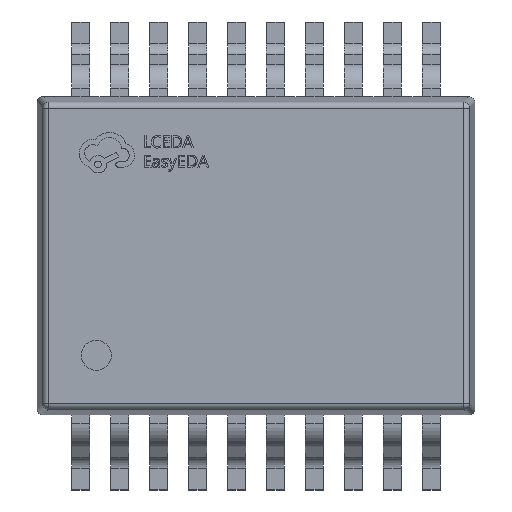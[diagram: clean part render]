
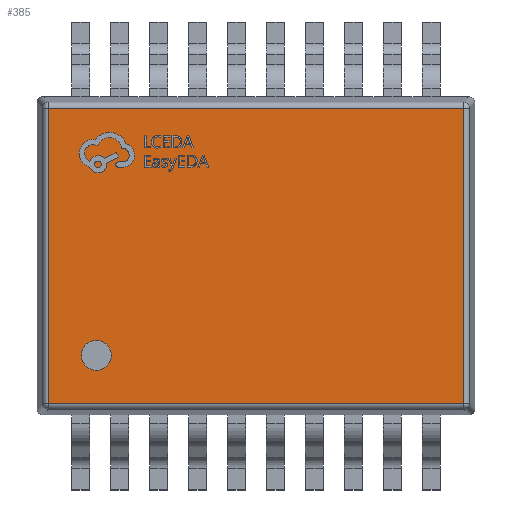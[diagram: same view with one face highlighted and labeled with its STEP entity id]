
A CAD part, top view. The second image highlights one B-rep face of the part: STEP entity #385.
In plain terms, the highlighted planar face has unit normal (0, 0, 1).
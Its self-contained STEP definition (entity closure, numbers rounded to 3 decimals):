
#332 = EDGE_CURVE ( 'NONE', #28494, #32841, #12136, .T. ) ;
#385 = ADVANCED_FACE ( 'NONE', ( #25144, #6991 ), #12217, .T. ) ;
#1707 = VECTOR ( 'NONE', #24762, 1000. ) ;
#1841 = VECTOR ( 'NONE', #7711, 1000. ) ;
#1902 = ORIENTED_EDGE ( 'NONE', *, *, #14203, .T. ) ;
#2333 = VERTEX_POINT ( 'NONE', #10411 ) ;
#5482 = CARTESIAN_POINT ( 'NONE',  ( -2.66, -1.66, 2.1 ) ) ;
#5576 = CARTESIAN_POINT ( 'NONE',  ( -2.66, -1.66, 2.1 ) ) ;
#6442 = CARTESIAN_POINT ( 'NONE',  ( 3.46, 0., 2.1 ) ) ;
#6991 = FACE_OUTER_BOUND ( 'NONE', #32794, .T. ) ;
#7711 = DIRECTION ( 'NONE',  ( 0., -1., 0. ) ) ;
#7794 = AXIS2_PLACEMENT_3D ( 'NONE', #5576, #33384, #7973 ) ;
#7835 = AXIS2_PLACEMENT_3D ( 'NONE', #32717, #27820, #28148 ) ;
#7973 = DIRECTION ( 'NONE',  ( 1., 0., 0. ) ) ;
#8369 = VERTEX_POINT ( 'NONE', #26120 ) ;
#8754 = ORIENTED_EDGE ( 'NONE', *, *, #14977, .T. ) ;
#8879 = CIRCLE ( 'NONE', #7794, 0.25 ) ;
#9749 = VECTOR ( 'NONE', #32416, 1000. ) ;
#9800 = CARTESIAN_POINT ( 'NONE',  ( -3.46, 2.46, 2.1 ) ) ;
#10411 = CARTESIAN_POINT ( 'NONE',  ( 3.46, -2.46, 2.1 ) ) ;
#10515 = ORIENTED_EDGE ( 'NONE', *, *, #18405, .F. ) ;
#12136 = CIRCLE ( 'NONE', #33259, 0.25 ) ;
#12217 = PLANE ( 'NONE',  #7835 ) ;
#12782 = DIRECTION ( 'NONE',  ( 1., 0., 0. ) ) ;
#13277 = DIRECTION ( 'NONE',  ( 1., 0., 0. ) ) ;
#14203 = EDGE_CURVE ( 'NONE', #18708, #8369, #23292, .T. ) ;
#14486 = CARTESIAN_POINT ( 'NONE',  ( 0., 2.46, 2.1 ) ) ;
#14977 = EDGE_CURVE ( 'NONE', #8369, #2333, #26202, .T. ) ;
#15337 = CARTESIAN_POINT ( 'NONE',  ( 0., -2.46, 2.1 ) ) ;
#15426 = ORIENTED_EDGE ( 'NONE', *, *, #23769, .T. ) ;
#16777 = CARTESIAN_POINT ( 'NONE',  ( -2.41, -1.66, 2.1 ) ) ;
#17208 = LINE ( 'NONE', #14486, #9749 ) ;
#18405 = EDGE_CURVE ( 'NONE', #32841, #28494, #8879, .T. ) ;
#18708 = VERTEX_POINT ( 'NONE', #9800 ) ;
#21244 = EDGE_CURVE ( 'NONE', #31981, #18708, #17208, .T. ) ;
#21531 = CARTESIAN_POINT ( 'NONE',  ( -2.91, -1.66, 2.1 ) ) ;
#21752 = EDGE_LOOP ( 'NONE', ( #10515, #30805 ) ) ;
#22879 = CARTESIAN_POINT ( 'NONE',  ( 3.46, 2.46, 2.1 ) ) ;
#23292 = LINE ( 'NONE', #28041, #1841 ) ;
#23769 = EDGE_CURVE ( 'NONE', #2333, #31981, #27300, .T. ) ;
#24762 = DIRECTION ( 'NONE',  ( 0., 1., 0. ) ) ;
#25144 = FACE_BOUND ( 'NONE', #21752, .T. ) ;
#26120 = CARTESIAN_POINT ( 'NONE',  ( -3.46, -2.46, 2.1 ) ) ;
#26202 = LINE ( 'NONE', #15337, #29444 ) ;
#26388 = ORIENTED_EDGE ( 'NONE', *, *, #21244, .T. ) ;
#27300 = LINE ( 'NONE', #6442, #1707 ) ;
#27820 = DIRECTION ( 'NONE',  ( 0., 0., 1. ) ) ;
#28041 = CARTESIAN_POINT ( 'NONE',  ( -3.46, 0., 2.1 ) ) ;
#28148 = DIRECTION ( 'NONE',  ( 1., 0., 0. ) ) ;
#28494 = VERTEX_POINT ( 'NONE', #21531 ) ;
#29444 = VECTOR ( 'NONE', #12782, 1000. ) ;
#30805 = ORIENTED_EDGE ( 'NONE', *, *, #332, .F. ) ;
#31043 = DIRECTION ( 'NONE',  ( 0., 0., 1. ) ) ;
#31981 = VERTEX_POINT ( 'NONE', #22879 ) ;
#32416 = DIRECTION ( 'NONE',  ( -1., 0., 0. ) ) ;
#32717 = CARTESIAN_POINT ( 'NONE',  ( 0., 0., 2.1 ) ) ;
#32794 = EDGE_LOOP ( 'NONE', ( #15426, #26388, #1902, #8754 ) ) ;
#32841 = VERTEX_POINT ( 'NONE', #16777 ) ;
#33259 = AXIS2_PLACEMENT_3D ( 'NONE', #5482, #31043, #13277 ) ;
#33384 = DIRECTION ( 'NONE',  ( 0., 0., 1. ) ) ;
